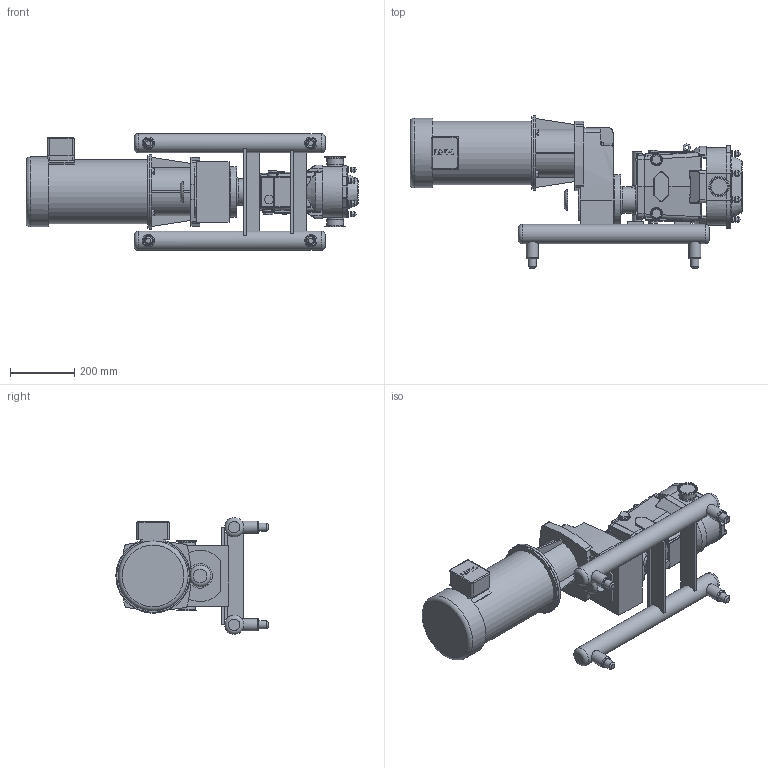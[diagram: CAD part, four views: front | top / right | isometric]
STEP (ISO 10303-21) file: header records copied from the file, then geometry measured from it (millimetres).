
FILE_DESCRIPTION(/* description */ (''),/* implementation_level */ '2;1');
FILE_NAME(/* name */ 'U2_040U2_184TC_2x2_S-Line_5HP_SM.stp',/* time_stamp */ '2020-11-02T17:23:37+06:00',/* author */ ('trtmhr'),/* organization */ (''),/* preprocessor_version */ 'ST-DEVELOPER v17',/* originating_system */ 'Autodesk Inventor 2018',/* authorisation */ '');
FILE_SCHEMA (('AUTOMOTIVE_DESIGN { 1 0 10303 214 3 1 1 }'));
Length unit declared in the file: inch
Products named in the file (1): U2_040U2_184TC_2x2_S-Line_5HP_SM
Bounding box: 1037.39 x 476.08 x 365.12 mm (x, y, z)
Volume: 35921935.2 mm3; surface area: 1437037.4 mm2
Topology: 6 solids, 6 shells, 998 faces, 2597 edges, 1671 vertices
Faces by surface type: plane 466, cylinder 256, bspline 118, torus 89, cone 39, sphere 30
Full cylindrical faces by diameter (mm): 5.08 x1, 7.62 x4, 12.395 x5, 14.275 x8, 19.05 x8, 25.4 x4, 35.052 x2, 38.1 x4, 50.8 x2, 53.188 x4, 54.204 x2, 64.008 x2, 82.55 x1, 158.217 x1, 158.242 x1, 199.542 x1, 218.338 x1, 227.559 x1, 232.994 x1
Entity records: 34183 total; most frequent: CARTESIAN_POINT 9557, ORIENTED_EDGE 5182, DIRECTION 5073, EDGE_CURVE 2591, AXIS2_PLACEMENT_3D 1870, VERTEX_POINT 1671, LINE 1333, VECTOR 1333
